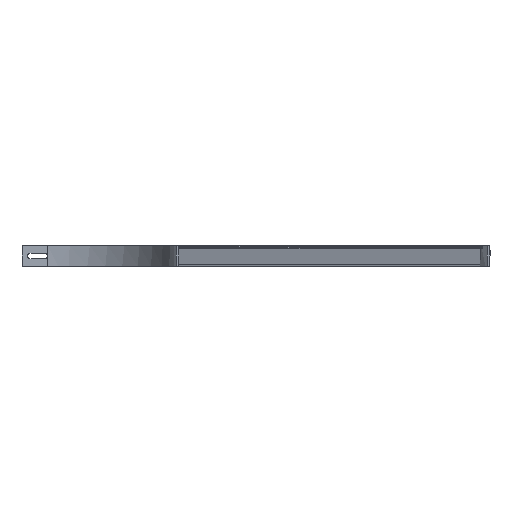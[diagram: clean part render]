
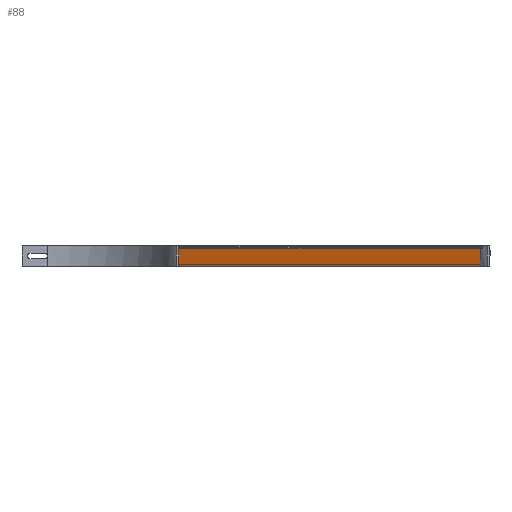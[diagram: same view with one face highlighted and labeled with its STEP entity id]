
A CAD part, front view. The second image highlights one B-rep face of the part: STEP entity #88.
In plain terms, the highlighted planar face has unit normal (0.165, -0.925, -0.342).
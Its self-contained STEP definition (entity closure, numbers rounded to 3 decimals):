
#88=ADVANCED_FACE('',(#271),#3083,.T.);
#271=FACE_OUTER_BOUND('',#454,.T.);
#454=EDGE_LOOP('',(#729,#730,#731,#732));
#729=ORIENTED_EDGE('',*,*,#1728,.F.);
#730=ORIENTED_EDGE('',*,*,#1762,.F.);
#731=ORIENTED_EDGE('',*,*,#1729,.F.);
#732=ORIENTED_EDGE('',*,*,#1749,.F.);
#1728=EDGE_CURVE('',#2748,#2749,#2567,.T.);
#1729=EDGE_CURVE('',#2765,#2766,#2568,.T.);
#1749=EDGE_CURVE('',#2749,#2765,#2585,.T.);
#1762=EDGE_CURVE('',#2766,#2748,#2589,.T.);
#2567=B_SPLINE_CURVE_WITH_KNOTS('',3,(#4029,#4030,#4031,#4032),
 .UNSPECIFIED.,.F.,.F.,(4,4),(-39.375,0.),.UNSPECIFIED.);
#2568=B_SPLINE_CURVE_WITH_KNOTS('',3,(#4033,#4034,#4035,#4036),
 .UNSPECIFIED.,.F.,.F.,(4,4),(-39.376,0.),.UNSPECIFIED.);
#2585=B_SPLINE_CURVE_WITH_KNOTS('',1,(#4100,#4101),.UNSPECIFIED.,.F.,.F.,
(2,2),(-631.751,-31.707),.UNSPECIFIED.);
#2589=B_SPLINE_CURVE_WITH_KNOTS('',1,(#4147,#4148),.UNSPECIFIED.,.F.,.F.,
(2,2),(31.707,631.791),.UNSPECIFIED.);
#2748=VERTEX_POINT('',#3897);
#2749=VERTEX_POINT('',#3898);
#2765=VERTEX_POINT('',#3914);
#2766=VERTEX_POINT('',#3915);
#3083=PLANE('',#3443);
#3443=AXIS2_PLACEMENT_3D('',#3701,#3566,$);
#3566=DIRECTION('',(0.165,-0.925,-0.342));
#3701=CARTESIAN_POINT('',(11.478,-152.514,0.913));
#3897=CARTESIAN_POINT('',(666.324,-34.643,-2.5));
#3898=CARTESIAN_POINT('',(663.98,-21.382,-39.5));
#3914=CARTESIAN_POINT('',(73.228,-126.578,-39.5));
#3915=CARTESIAN_POINT('',(75.534,-139.846,-2.5));
#4029=CARTESIAN_POINT('',(666.324,-34.643,-2.5));
#4030=CARTESIAN_POINT('',(665.577,-30.217,-14.833));
#4031=CARTESIAN_POINT('',(664.796,-25.796,-27.167));
#4032=CARTESIAN_POINT('',(663.98,-21.382,-39.5));
#4033=CARTESIAN_POINT('',(73.228,-126.578,-39.5));
#4034=CARTESIAN_POINT('',(74.114,-130.979,-27.169));
#4035=CARTESIAN_POINT('',(74.883,-135.403,-14.831));
#4036=CARTESIAN_POINT('',(75.534,-139.846,-2.5));
#4100=CARTESIAN_POINT('',(663.98,-21.382,-39.5));
#4101=CARTESIAN_POINT('',(73.228,-126.578,-39.5));
#4147=CARTESIAN_POINT('',(75.534,-139.846,-2.5));
#4148=CARTESIAN_POINT('',(666.324,-34.643,-2.5));
